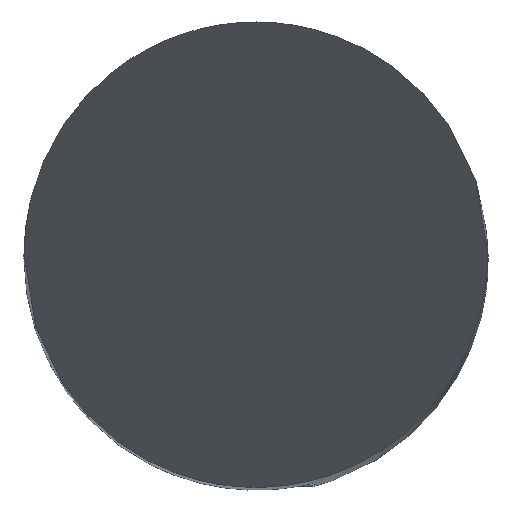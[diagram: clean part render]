
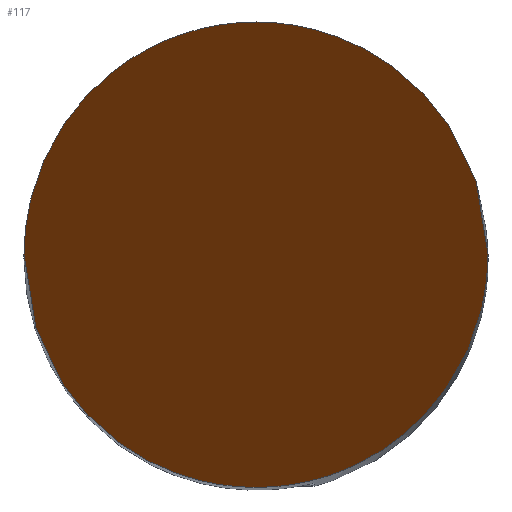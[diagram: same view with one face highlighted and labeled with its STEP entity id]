
A CAD part, top view. The second image highlights one B-rep face of the part: STEP entity #117.
In plain terms, the highlighted planar face has unit normal (0, -0.866, 0.5).
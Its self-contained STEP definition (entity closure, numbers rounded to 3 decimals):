
#45=PLANE('',#701);
#117=ADVANCED_FACE('',(#163),#45,.T.);
#163=FACE_OUTER_BOUND('',#199,.T.);
#199=EDGE_LOOP('',(#321,#322));
#321=ORIENTED_EDGE('',*,*,#544,.T.);
#322=ORIENTED_EDGE('',*,*,#504,.T.);
#444=VERTEX_POINT('',#975);
#445=VERTEX_POINT('',#976);
#504=EDGE_CURVE('',#444,#445,#635,.T.);
#544=EDGE_CURVE('',#445,#444,#639,.T.);
#635=(
BOUNDED_CURVE()
B_SPLINE_CURVE(3,(#971,#972,#973,#974),.UNSPECIFIED.,.F.,.F.)
B_SPLINE_CURVE_WITH_KNOTS((4,4),(0.,1.),.UNSPECIFIED.)
CURVE()
GEOMETRIC_REPRESENTATION_ITEM()
RATIONAL_B_SPLINE_CURVE((1.,0.333,0.333,1.))
REPRESENTATION_ITEM('')
);
#639=(
BOUNDED_CURVE()
B_SPLINE_CURVE(3,(#1157,#1158,#1159,#1160),.UNSPECIFIED.,.F.,.F.)
B_SPLINE_CURVE_WITH_KNOTS((4,4),(0.,1.),.UNSPECIFIED.)
CURVE()
GEOMETRIC_REPRESENTATION_ITEM()
RATIONAL_B_SPLINE_CURVE((1.,0.333,0.333,1.))
REPRESENTATION_ITEM('')
);
#701=AXIS2_PLACEMENT_3D('',#1191,#798,#799);
#798=DIRECTION('',(0.,-0.866,0.5));
#799=DIRECTION('',(0.,0.5,0.866));
#971=CARTESIAN_POINT('',(2.5,0.,0.));
#972=CARTESIAN_POINT('',(2.5,5.,8.66));
#973=CARTESIAN_POINT('',(-2.5,5.,8.66));
#974=CARTESIAN_POINT('',(-2.5,0.,0.));
#975=CARTESIAN_POINT('',(2.5,0.,0.));
#976=CARTESIAN_POINT('',(-2.5,0.,0.));
#1157=CARTESIAN_POINT('',(-2.5,0.,0.));
#1158=CARTESIAN_POINT('',(-2.5,-5.,-8.66));
#1159=CARTESIAN_POINT('',(2.5,-5.,-8.66));
#1160=CARTESIAN_POINT('',(2.5,0.,0.));
#1191=CARTESIAN_POINT('',(-62.019,2.5,4.33));
